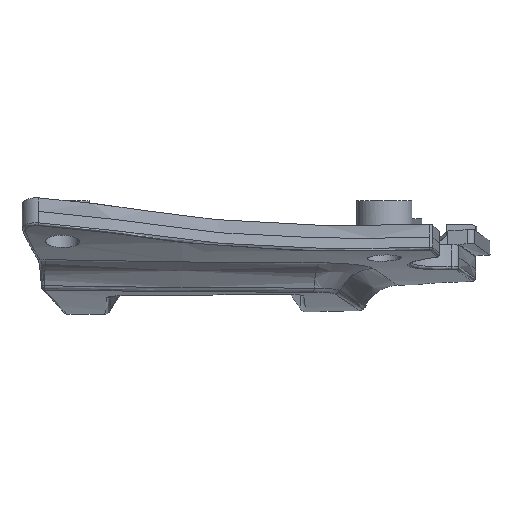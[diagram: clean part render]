
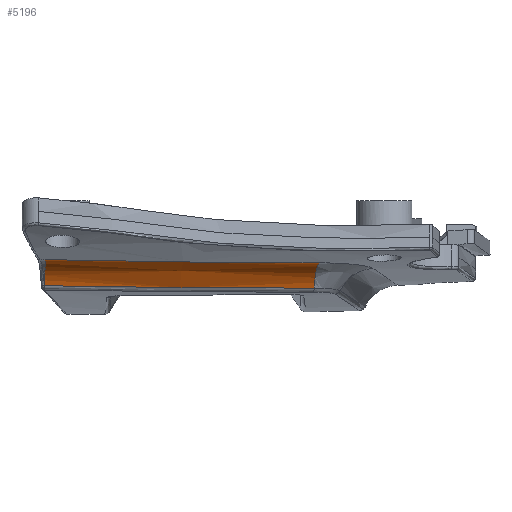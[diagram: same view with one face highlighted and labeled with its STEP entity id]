
A CAD part, left-side view. The second image highlights one B-rep face of the part: STEP entity #5196.
In plain terms, the highlighted free-form (B-spline) face has degree [3, 2] with [6, 3] control points.
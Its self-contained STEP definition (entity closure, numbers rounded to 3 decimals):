
#24=(
BOUNDED_SURFACE()
B_SPLINE_SURFACE(3,2,((#10691,#10692,#10693),(#10694,#10695,#10696),(#10697,
#10698,#10699),(#10700,#10701,#10702),(#10703,#10704,#10705),(#10706,#10707,
#10708)),.UNSPECIFIED.,.F.,.F.,.F.)
B_SPLINE_SURFACE_WITH_KNOTS((4,2,4),(3,3),(0.02,0.043,
0.065),(0.,0.92),.UNSPECIFIED.)
GEOMETRIC_REPRESENTATION_ITEM()
RATIONAL_B_SPLINE_SURFACE(((1.,0.848,0.976),(1.,
0.847,0.976),(1.,0.847,0.975),
(1.,0.846,0.975),(1.,0.845,0.975),
(1.,0.843,0.975)))
REPRESENTATION_ITEM('')
SURFACE()
);
#350=CIRCLE('',#5531,6.25);
#352=CIRCLE('',#5533,6.25);
#597=FACE_OUTER_BOUND('',#921,.T.);
#921=EDGE_LOOP('',(#3578,#3579,#3580,#3581,#3582));
#1243=LINE('',#10058,#1508);
#1508=VECTOR('',#6029,10.);
#1782=B_SPLINE_CURVE_WITH_KNOTS('',3,(#10132,#10133,#10134,#10135,#10136,
#10137,#10138,#10139,#10140,#10141,#10142,#10143,#10144,#10145,#10146,#10147,
#10148,#10149,#10150,#10151,#10152,#10153,#10154,#10155,#10156),
 .UNSPECIFIED.,.F.,.F.,(4,3,3,3,3,3,3,3,4),(0.,0.006,0.012,
0.019,0.022,0.028,0.034,
0.04,0.045),.UNSPECIFIED.);
#1796=B_SPLINE_CURVE_WITH_KNOTS('',3,(#10711,#10712,#10713,#10714,#10715,
#10716,#10717,#10718,#10719,#10720,#10721,#10722,#10723,#10724,#10725,#10726,
#10727,#10728,#10729,#10730,#10731,#10732,#10733,#10734,#10735,#10736,#10737,
#10738),.UNSPECIFIED.,.F.,.F.,(4,3,3,3,3,3,3,3,3,4),(0.,0.007,
0.011,0.02,0.023,0.023,
0.029,0.035,0.041,0.045),
 .UNSPECIFIED.);
#2123=VERTEX_POINT('',#10052);
#2125=VERTEX_POINT('',#10056);
#2133=VERTEX_POINT('',#10130);
#2148=VERTEX_POINT('',#10597);
#2151=VERTEX_POINT('',#10709);
#2676=EDGE_CURVE('',#2123,#2125,#1243,.T.);
#2686=EDGE_CURVE('',#2125,#2133,#1782,.T.);
#2708=EDGE_CURVE('',#2133,#2148,#350,.T.);
#2712=EDGE_CURVE('',#2123,#2151,#352,.T.);
#2713=EDGE_CURVE('',#2151,#2148,#1796,.T.);
#3578=ORIENTED_EDGE('',*,*,#2712,.F.);
#3579=ORIENTED_EDGE('',*,*,#2676,.T.);
#3580=ORIENTED_EDGE('',*,*,#2686,.T.);
#3581=ORIENTED_EDGE('',*,*,#2708,.T.);
#3582=ORIENTED_EDGE('',*,*,#2713,.F.);
#5196=ADVANCED_FACE('',(#597),#24,.F.);
#5531=AXIS2_PLACEMENT_3D('',#10598,#6066,#6067);
#5533=AXIS2_PLACEMENT_3D('',#10710,#6070,#6071);
#6029=DIRECTION('',(0.015,-1.,-0.018));
#6066=DIRECTION('center_axis',(0.162,-0.987,-0.002));
#6067=DIRECTION('ref_axis',(0.987,0.162,0.));
#6070=DIRECTION('center_axis',(0.016,-1.,-0.021));
#6071=DIRECTION('ref_axis',(0.,-0.021,1.));
#10052=CARTESIAN_POINT('',(-55.115,162.186,-21.064));
#10056=CARTESIAN_POINT('',(-55.114,162.179,-21.064));
#10058=CARTESIAN_POINT('',(-55.115,162.186,-21.064));
#10130=CARTESIAN_POINT('',(-51.186,117.629,-21.456));
#10132=CARTESIAN_POINT('Ctrl Pts',(-55.114,162.179,-21.064));
#10133=CARTESIAN_POINT('Ctrl Pts',(-55.084,160.106,-21.103));
#10134=CARTESIAN_POINT('Ctrl Pts',(-55.033,158.034,-21.138));
#10135=CARTESIAN_POINT('Ctrl Pts',(-54.96,155.963,-21.171));
#10136=CARTESIAN_POINT('Ctrl Pts',(-54.887,153.892,-21.204));
#10137=CARTESIAN_POINT('Ctrl Pts',(-54.794,151.822,-21.234));
#10138=CARTESIAN_POINT('Ctrl Pts',(-54.679,149.754,-21.261));
#10139=CARTESIAN_POINT('Ctrl Pts',(-54.565,147.686,-21.289));
#10140=CARTESIAN_POINT('Ctrl Pts',(-54.429,145.62,-21.313));
#10141=CARTESIAN_POINT('Ctrl Pts',(-54.273,143.556,-21.335));
#10142=CARTESIAN_POINT('Ctrl Pts',(-54.179,142.316,-21.348));
#10143=CARTESIAN_POINT('Ctrl Pts',(-54.077,141.077,-21.36));
#10144=CARTESIAN_POINT('Ctrl Pts',(-53.968,139.839,-21.371));
#10145=CARTESIAN_POINT('Ctrl Pts',(-53.795,137.878,-21.389));
#10146=CARTESIAN_POINT('Ctrl Pts',(-53.604,135.92,-21.403));
#10147=CARTESIAN_POINT('Ctrl Pts',(-53.393,133.964,-21.416));
#10148=CARTESIAN_POINT('Ctrl Pts',(-53.182,132.002,-21.428));
#10149=CARTESIAN_POINT('Ctrl Pts',(-52.951,130.042,-21.437));
#10150=CARTESIAN_POINT('Ctrl Pts',(-52.702,128.084,-21.444));
#10151=CARTESIAN_POINT('Ctrl Pts',(-52.453,126.132,-21.451));
#10152=CARTESIAN_POINT('Ctrl Pts',(-52.186,124.181,-21.456));
#10153=CARTESIAN_POINT('Ctrl Pts',(-51.899,122.233,-21.457));
#10154=CARTESIAN_POINT('Ctrl Pts',(-51.673,120.697,-21.459));
#10155=CARTESIAN_POINT('Ctrl Pts',(-51.435,119.162,-21.458));
#10156=CARTESIAN_POINT('Ctrl Pts',(-51.186,117.629,-21.456));
#10597=CARTESIAN_POINT('',(-56.074,116.82,-17.284));
#10598=CARTESIAN_POINT('Origin',(-57.029,116.675,-23.459));
#10691=CARTESIAN_POINT('Ctrl Pts',(-59.79,162.021,-16.749));
#10692=CARTESIAN_POINT('Ctrl Pts',(-56.133,162.095,-17.533));
#10693=CARTESIAN_POINT('Ctrl Pts',(-55.097,162.188,-21.125));
#10694=CARTESIAN_POINT('Ctrl Pts',(-59.697,154.455,-16.905));
#10695=CARTESIAN_POINT('Ctrl Pts',(-56.038,154.617,-17.672));
#10696=CARTESIAN_POINT('Ctrl Pts',(-54.987,154.729,-21.261));
#10697=CARTESIAN_POINT('Ctrl Pts',(-59.343,146.887,-17.037));
#10698=CARTESIAN_POINT('Ctrl Pts',(-55.678,147.132,-17.777));
#10699=CARTESIAN_POINT('Ctrl Pts',(-54.605,147.267,-21.362));
#10700=CARTESIAN_POINT('Ctrl Pts',(-58.105,131.797,-17.226));
#10701=CARTESIAN_POINT('Ctrl Pts',(-54.423,132.22,-17.897));
#10702=CARTESIAN_POINT('Ctrl Pts',(-53.296,132.393,-21.486));
#10703=CARTESIAN_POINT('Ctrl Pts',(-57.221,124.274,-17.282));
#10704=CARTESIAN_POINT('Ctrl Pts',(-53.522,124.774,-17.912));
#10705=CARTESIAN_POINT('Ctrl Pts',(-52.367,124.975,-21.51));
#10706=CARTESIAN_POINT('Ctrl Pts',(-56.074,116.82,-17.284));
#10707=CARTESIAN_POINT('Ctrl Pts',(-52.355,117.431,-17.873));
#10708=CARTESIAN_POINT('Ctrl Pts',(-51.173,117.631,-21.495));
#10709=CARTESIAN_POINT('',(-59.79,162.021,-16.749));
#10710=CARTESIAN_POINT('Origin',(-61.101,162.131,-22.859));
#10711=CARTESIAN_POINT('Ctrl Pts',(-59.79,162.021,-16.749));
#10712=CARTESIAN_POINT('Ctrl Pts',(-59.763,159.814,-16.795));
#10713=CARTESIAN_POINT('Ctrl Pts',(-59.713,157.608,-16.838));
#10714=CARTESIAN_POINT('Ctrl Pts',(-59.642,155.402,-16.879));
#10715=CARTESIAN_POINT('Ctrl Pts',(-59.591,153.828,-16.909));
#10716=CARTESIAN_POINT('Ctrl Pts',(-59.528,152.254,-16.937));
#10717=CARTESIAN_POINT('Ctrl Pts',(-59.454,150.681,-16.963));
#10718=CARTESIAN_POINT('Ctrl Pts',(-59.326,147.95,-17.01));
#10719=CARTESIAN_POINT('Ctrl Pts',(-59.164,145.22,-17.052));
#10720=CARTESIAN_POINT('Ctrl Pts',(-58.967,142.493,-17.09));
#10721=CARTESIAN_POINT('Ctrl Pts',(-58.891,141.447,-17.105));
#10722=CARTESIAN_POINT('Ctrl Pts',(-58.811,140.402,-17.118));
#10723=CARTESIAN_POINT('Ctrl Pts',(-58.725,139.357,-17.132));
#10724=CARTESIAN_POINT('Ctrl Pts',(-58.724,139.352,-17.132));
#10725=CARTESIAN_POINT('Ctrl Pts',(-58.724,139.347,-17.132));
#10726=CARTESIAN_POINT('Ctrl Pts',(-58.724,139.342,-17.132));
#10727=CARTESIAN_POINT('Ctrl Pts',(-58.555,137.281,-17.158));
#10728=CARTESIAN_POINT('Ctrl Pts',(-58.366,135.221,-17.181));
#10729=CARTESIAN_POINT('Ctrl Pts',(-58.157,133.164,-17.2));
#10730=CARTESIAN_POINT('Ctrl Pts',(-57.949,131.116,-17.22));
#10731=CARTESIAN_POINT('Ctrl Pts',(-57.722,129.071,-17.237));
#10732=CARTESIAN_POINT('Ctrl Pts',(-57.475,127.028,-17.25));
#10733=CARTESIAN_POINT('Ctrl Pts',(-57.231,125.01,-17.262));
#10734=CARTESIAN_POINT('Ctrl Pts',(-56.968,122.993,-17.272));
#10735=CARTESIAN_POINT('Ctrl Pts',(-56.686,120.979,-17.278));
#10736=CARTESIAN_POINT('Ctrl Pts',(-56.491,119.592,-17.282));
#10737=CARTESIAN_POINT('Ctrl Pts',(-56.287,118.205,-17.284));
#10738=CARTESIAN_POINT('Ctrl Pts',(-56.074,116.82,-17.284));
